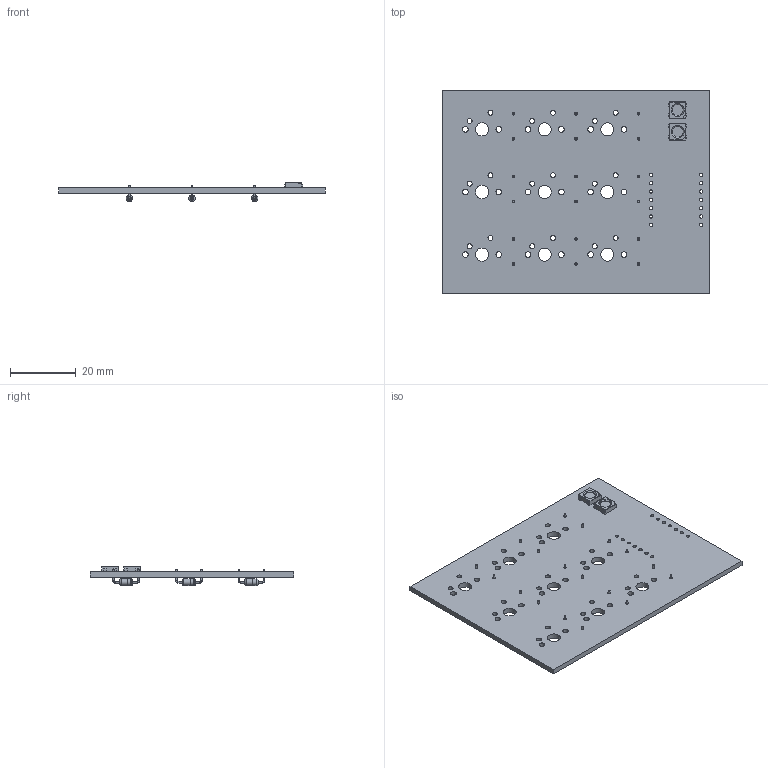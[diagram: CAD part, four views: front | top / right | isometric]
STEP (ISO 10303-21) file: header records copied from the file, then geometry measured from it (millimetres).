
FILE_DESCRIPTION(('KiCad electronic assembly'),'2;1');
FILE_NAME('MyMacropad.step','2024-10-11T17:16:48',('Pcbnew'),('Kicad'), 'Open CASCADE STEP processor 7.8','KiCad to STEP converter','Unknown' );
FILE_SCHEMA(('AUTOMOTIVE_DESIGN { 1 0 10303 214 1 1 1 1 }'));
Length unit declared in the file: millimetre
Products named in the file (6): MyMacropad 1; LED_WS2812B_PLCC4_5.0x5.0mm_P3.2mm; LED_WS2812B_PLCC4_50x50mm_P32mm; D_DO-35_SOD27_P7.62mm_Horizontal; _autosave-TonysMacropad_PCB
Assembly tree (14 placements, depth 3):
  MyMacropad 1
    LED_WS2812B_PLCC4_5.0x5.0mm_P3.2mm  x2
      LED_WS2812B_PLCC4_50x50mm_P32mm
    D_DO-35_SOD27_P7.62mm_Horizontal  x9
      D_DO-35_SOD27_P7.62mm_Horizontal
    _autosave-TonysMacropad_PCB
Bounding box: 80.96 x 61.91 x 5.81 mm (x, y, z)
Volume: 7896.3 mm3; surface area: 11348.5 mm2
Topology: 21 solids, 21 shells, 363 faces, 861 edges, 552 vertices
Faces by surface type: cylinder 175, plane 150, torus 36, cone 2
Full cylindrical faces by diameter (mm): 0.5 x27, 0.8 x18, 1 x14, 1.5 x18, 1.7 x18, 2 x18, 2.02 x9, 3.333 x2, 4 x9
Entity records: 6552 total; most frequent: DIRECTION 1044, CARTESIAN_POINT 958, ORIENTED_EDGE 936, EDGE_CURVE 468, AXIS2_PLACEMENT_3D 394, FACE_BOUND 328, EDGE_LOOP 328, VERTEX_POINT 308
